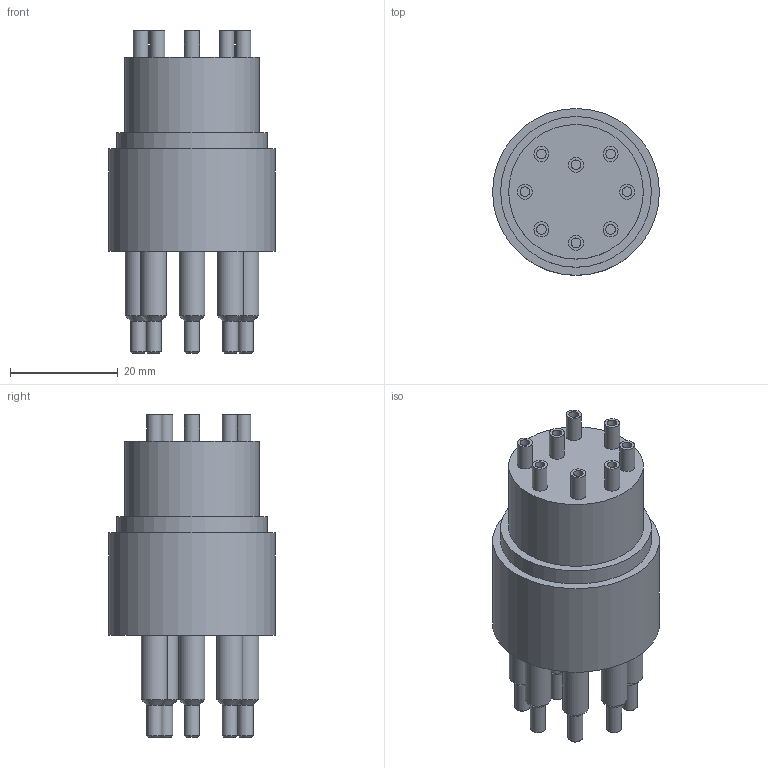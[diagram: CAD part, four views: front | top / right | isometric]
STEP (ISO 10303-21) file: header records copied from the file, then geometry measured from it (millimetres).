
FILE_DESCRIPTION(/* description */ (''),/* implementation_level */ '2;1');
FILE_NAME(/* name */ 'AT8M.stp',/* time_stamp */ '2014-11-11T14:43:02+01:00',/* author */ ('sh'),/* organization */ (''),/* preprocessor_version */ 'ST-DEVELOPER v15.2',/* originating_system */ 'Autodesk Inventor 2014',/* authorisation */ '');
FILE_SCHEMA (('AUTOMOTIVE_DESIGN { 1 0 10303 214 3 1 1 }'));
Length unit declared in the file: millimetre
Products named in the file (1): AT8M
Bounding box: 31 x 31 x 60 mm (x, y, z)
Volume: 25326.4 mm3; surface area: 7204.6 mm2
Topology: 1 solids, 1 shells, 229 faces, 543 edges, 354 vertices
Faces by surface type: plane 96, bspline 82, cylinder 35, cone 16
Full cylindrical faces by diameter (mm): 1.8 x8, 2.8 x16, 4.8 x8, 25 x1, 28 x1, 31 x1
Entity records: 6969 total; most frequent: CARTESIAN_POINT 2142, ORIENTED_EDGE 984, DIRECTION 702, EDGE_CURVE 492, VERTEX_POINT 354, EDGE_LOOP 318, LINE 250, VECTOR 250
